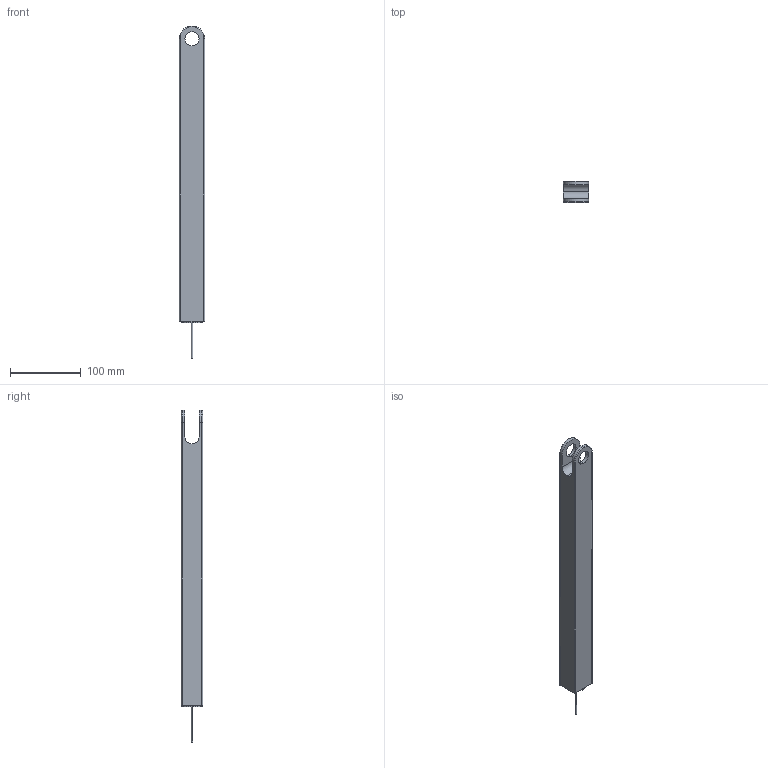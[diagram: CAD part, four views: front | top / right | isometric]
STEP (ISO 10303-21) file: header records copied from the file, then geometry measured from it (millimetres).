
FILE_DESCRIPTION (( 'STEP AP203' ), '1' );
FILE_NAME ('link three_Default_sldprt.STEP', '2023-01-24T23:38:20', ( '' ), ( '' ), 'SwSTEP 2.0', 'SolidWorks 2022', '' );
FILE_SCHEMA (( 'CONFIG_CONTROL_DESIGN' ));
Length unit declared in the file: centimetre
Products named in the file (1): link three_Default_sldprt
Bounding box: 35.88 x 30 x 469.94 mm (x, y, z)
Volume: 413721.4 mm3; surface area: 56955.2 mm2
Topology: 1 solids, 1 shells, 28 faces, 69 edges, 44 vertices
Faces by surface type: cylinder 16, plane 10, torus 2
Entity records: 926 total; most frequent: DIRECTION 163, CARTESIAN_POINT 142, ORIENTED_EDGE 138, EDGE_CURVE 69, AXIS2_PLACEMENT_3D 65, VERTEX_POINT 44, CIRCLE 36, EDGE_LOOP 33
